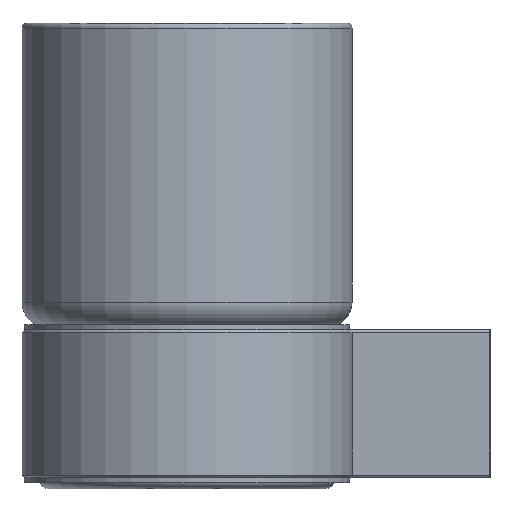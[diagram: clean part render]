
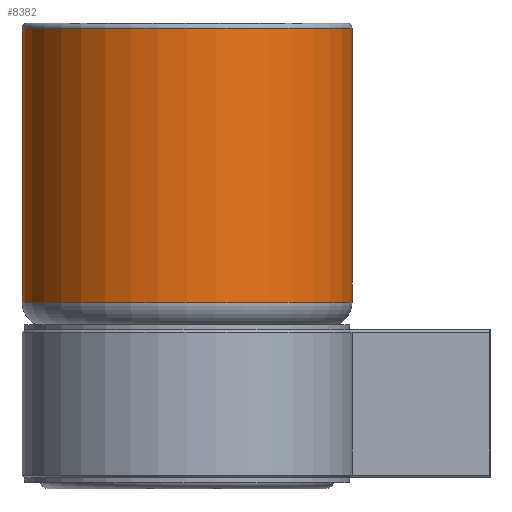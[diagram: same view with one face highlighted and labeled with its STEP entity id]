
A CAD part, left-side view. The second image highlights one B-rep face of the part: STEP entity #8382.
In plain terms, the highlighted cylindrical face has radius 33.5 mm (diameter 67 mm), a partial arc.
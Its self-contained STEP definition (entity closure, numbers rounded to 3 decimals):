
#438 = EDGE_LOOP ( 'NONE', ( #510, #3336, #3230, #3226 ) ) ;
#510 = ORIENTED_EDGE ( 'NONE', *, *, #10715, .F. ) ;
#1029 = CIRCLE ( 'NONE', #7399, 33.5 ) ;
#1037 = CIRCLE ( 'NONE', #7407, 33.5 ) ;
#2893 = DIRECTION ( 'NONE',  ( 0., 1., 0. ) ) ;
#2897 = CARTESIAN_POINT ( 'NONE',  ( 0., 0., 33.5 ) ) ;
#2901 = DIRECTION ( 'NONE',  ( 0., 1., 0. ) ) ;
#2905 = CARTESIAN_POINT ( 'NONE',  ( 0., 0., -33.5 ) ) ;
#3226 = ORIENTED_EDGE ( 'NONE', *, *, #10415, .F. ) ;
#3230 = ORIENTED_EDGE ( 'NONE', *, *, #10712, .T. ) ;
#3336 = ORIENTED_EDGE ( 'NONE', *, *, #10431, .T. ) ;
#3526 = VERTEX_POINT ( 'NONE', #6558 ) ;
#5587 = LINE ( 'NONE', #2897, #5596 ) ;
#5594 = LINE ( 'NONE', #2905, #5600 ) ;
#5596 = VECTOR ( 'NONE', #2893, 1000. ) ;
#5600 = VECTOR ( 'NONE', #2901, 1000. ) ;
#6064 = VERTEX_POINT ( 'NONE', #6313 ) ;
#6076 = VERTEX_POINT ( 'NONE', #6298 ) ;
#6080 = VERTEX_POINT ( 'NONE', #6291 ) ;
#6291 = CARTESIAN_POINT ( 'NONE',  ( 0., -11.493, -33.5 ) ) ;
#6298 = CARTESIAN_POINT ( 'NONE',  ( 0., -11.493, 33.5 ) ) ;
#6313 = CARTESIAN_POINT ( 'NONE',  ( 0., 44.107, -33.5 ) ) ;
#6558 = CARTESIAN_POINT ( 'NONE',  ( 0., 44.107, 33.5 ) ) ;
#7399 = AXIS2_PLACEMENT_3D ( 'NONE', #9728, #9729, #9730 ) ;
#7407 = AXIS2_PLACEMENT_3D ( 'NONE', #9752, #9753, #9754 ) ;
#7772 = DIRECTION ( 'NONE',  ( 0., 0., 1. ) ) ;
#7774 = DIRECTION ( 'NONE',  ( 0., 1., 0. ) ) ;
#7776 = CARTESIAN_POINT ( 'NONE',  ( 0., 0., 0. ) ) ;
#8070 = FACE_OUTER_BOUND ( 'NONE', #438, .T. ) ;
#8077 = CYLINDRICAL_SURFACE ( 'NONE', #9398, 33.5 ) ;
#8382 = ADVANCED_FACE ( 'NONE', ( #8070 ), #8077, .T. ) ;
#9398 = AXIS2_PLACEMENT_3D ( 'NONE', #7776, #7774, #7772 ) ;
#9728 = CARTESIAN_POINT ( 'NONE',  ( 0., 44.107, 0. ) ) ;
#9729 = DIRECTION ( 'NONE',  ( 0., 1., 0. ) ) ;
#9730 = DIRECTION ( 'NONE',  ( 0., 0., 1. ) ) ;
#9752 = CARTESIAN_POINT ( 'NONE',  ( 0., -11.493, 0. ) ) ;
#9753 = DIRECTION ( 'NONE',  ( 0., 1., 0. ) ) ;
#9754 = DIRECTION ( 'NONE',  ( 0., 0., 1. ) ) ;
#10415 = EDGE_CURVE ( 'NONE', #6064, #3526, #1029, .T. ) ;
#10431 = EDGE_CURVE ( 'NONE', #6080, #6076, #1037, .T. ) ;
#10712 = EDGE_CURVE ( 'NONE', #6076, #3526, #5587, .T. ) ;
#10715 = EDGE_CURVE ( 'NONE', #6080, #6064, #5594, .T. ) ;
